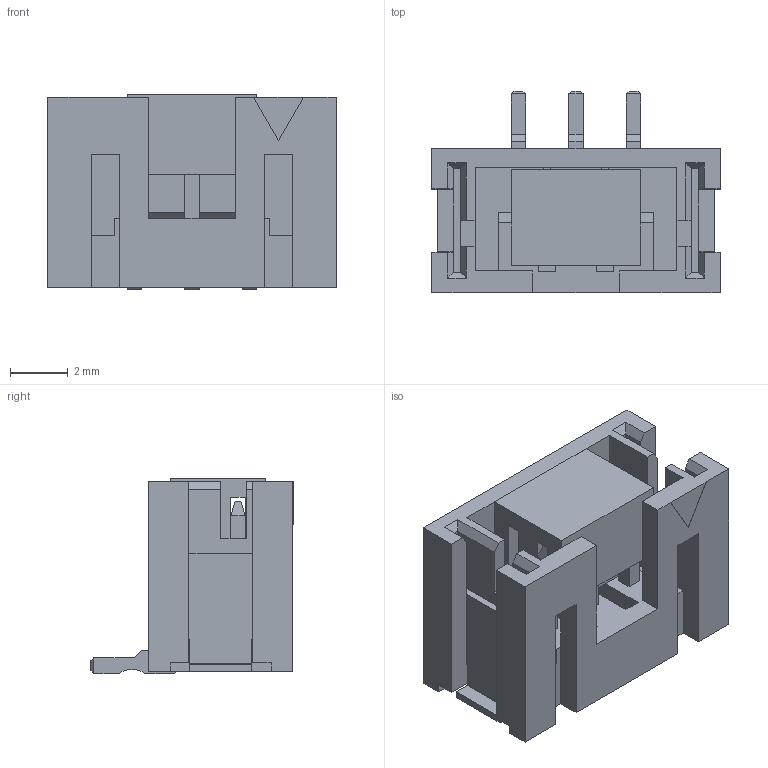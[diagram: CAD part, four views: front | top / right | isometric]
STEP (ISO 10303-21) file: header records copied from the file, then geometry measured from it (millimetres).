
FILE_DESCRIPTION(/* description */ ('Unknown'),/* implementation_level */ '2;1');
FILE_NAME(/* name */ '620303124022',/* time_stamp */ '2017-04-11T10:43:40+02:00',/* author */ ('Unknown'),/* organization */ ('Unknown'),/* preprocessor_version */ 'ST-DEVELOPER v16.7',/* originating_system */ 'DEX',/* authorisation */ $);
FILE_SCHEMA (('AUTOMOTIVE_DESIGN {1 0 10303 214 3 1 1}'));
Length unit declared in the file: millimetre
Products named in the file (5): 6203xx124022; 620303124022; 6203xx124022_PIN; 6203xx124022_Cap1; 6203xx124022_PATTE
Assembly tree (7 placements, depth 2):
  6203xx124022
    620303124022
    6203xx124022_PIN  x3
    6203xx124022_Cap1
    6203xx124022_PATTE  x2
Bounding box: 10 x 7.01 x 6.78 mm (x, y, z)
Volume: 199.1 mm3; surface area: 725.5 mm2
Topology: 7 solids, 7 shells, 240 faces, 663 edges, 430 vertices
Faces by surface type: plane 233, cylinder 7
Entity records: 5853 total; most frequent: CARTESIAN_POINT 1031, ORIENTED_EDGE 1022, DIRECTION 889, EDGE_CURVE 511, LINE 505, VECTOR 505, VERTEX_POINT 334, AXIS2_PLACEMENT_3D 192
